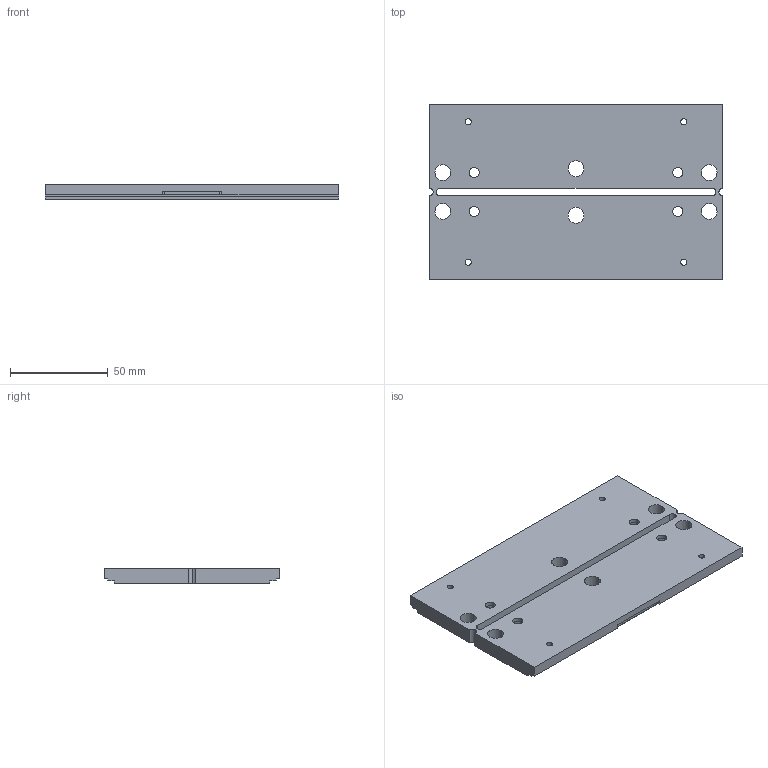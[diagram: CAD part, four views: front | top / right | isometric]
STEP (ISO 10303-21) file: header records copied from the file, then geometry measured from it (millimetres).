
FILE_DESCRIPTION (( 'STEP AP214' ), '1' );
FILE_NAME ('CNC加工件-嘉立创_定制150mm_one固定尾板43mm.STEP', '2025-08-24T07:36:45', ( '' ), ( '' ), 'SwSTEP 2.0', 'SolidWorks 2018', '' );
FILE_SCHEMA (( 'AUTOMOTIVE_DESIGN' ));
Length unit declared in the file: millimetre
Products named in the file (1): CNC加工件-嘉立创_定制150mm_one固定尾板43mm
Bounding box: 150 x 89.8 x 8 mm (x, y, z)
Volume: 96081.2 mm3; surface area: 33507.8 mm2
Topology: 1 solids, 1 shells, 94 faces, 264 edges, 176 vertices
Faces by surface type: plane 56, cylinder 38
Entity records: 3138 total; most frequent: CARTESIAN_POINT 535, DIRECTION 530, ORIENTED_EDGE 528, EDGE_CURVE 264, LINE 188, VECTOR 188, VERTEX_POINT 176, AXIS2_PLACEMENT_3D 171
